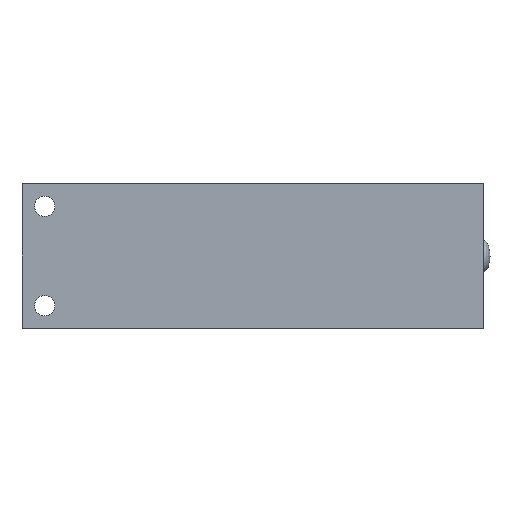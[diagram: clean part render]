
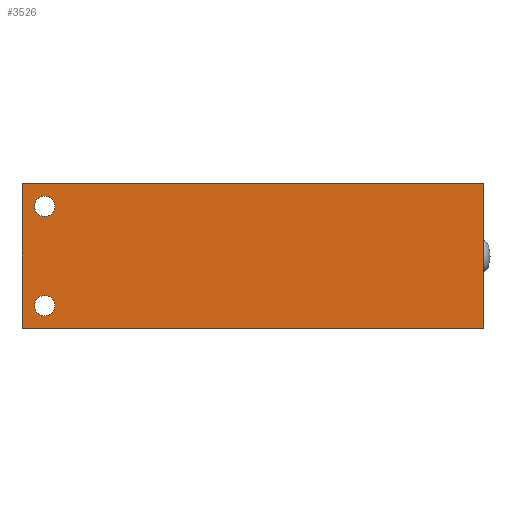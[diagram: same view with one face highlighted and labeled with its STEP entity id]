
A CAD part, front view. The second image highlights one B-rep face of the part: STEP entity #3526.
In plain terms, the highlighted planar face has unit normal (0, -1, 0).
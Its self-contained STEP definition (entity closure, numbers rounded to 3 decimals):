
#2821=CARTESIAN_POINT('',(7.25,0.,5.0));
#2822=VERTEX_POINT('',#2821);
#2823=CARTESIAN_POINT('',(5.,0.,5.0));
#2824=DIRECTION('',(0.0,1.0,0.0));
#2825=DIRECTION('',(-1.0,0.0,0.0));
#2826=AXIS2_PLACEMENT_3D('',#2823,#2824,#2825);
#2827=CIRCLE('',#2826,2.25);
#2828=EDGE_CURVE('',#2822,#2822,#2827,.T.);
#2849=CARTESIAN_POINT('',(7.25,0.,27.0));
#2850=VERTEX_POINT('',#2849);
#2851=CARTESIAN_POINT('',(5.,0.,27.0));
#2852=DIRECTION('',(0.0,1.0,0.0));
#2853=DIRECTION('',(-1.0,0.0,0.0));
#2854=AXIS2_PLACEMENT_3D('',#2851,#2852,#2853);
#2855=CIRCLE('',#2854,2.25);
#2856=EDGE_CURVE('',#2850,#2850,#2855,.T.);
#3464=CARTESIAN_POINT('',(102.,0.,32.0));
#3465=VERTEX_POINT('',#3464);
#3472=CARTESIAN_POINT('',(102.,0.,0.0));
#3473=VERTEX_POINT('',#3472);
#3474=CARTESIAN_POINT('',(102.,0.,0.0));
#3475=DIRECTION('',(0.0,0.0,1.0));
#3476=VECTOR('',#3475,32.0);
#3477=LINE('',#3474,#3476);
#3478=EDGE_CURVE('',#3473,#3465,#3477,.T.);
#3490=CARTESIAN_POINT('',(102.,0.,0.0));
#3491=DIRECTION('',(0.0,-1.0,0.0));
#3492=DIRECTION('',(0.0,0.0,-1.0));
#3493=AXIS2_PLACEMENT_3D('',#3490,#3491,#3492);
#3494=PLANE('',#3493);
#3495=CARTESIAN_POINT('',(0.0,0.0,32.0));
#3496=VERTEX_POINT('',#3495);
#3497=CARTESIAN_POINT('',(102.,0.,32.0));
#3498=DIRECTION('',(-1.0,0.0,0.0));
#3499=VECTOR('',#3498,102.);
#3500=LINE('',#3497,#3499);
#3501=EDGE_CURVE('',#3465,#3496,#3500,.T.);
#3502=ORIENTED_EDGE('',*,*,#3501,.T.);
#3503=CARTESIAN_POINT('',(0.0,0.0,0.0));
#3504=VERTEX_POINT('',#3503);
#3505=CARTESIAN_POINT('',(0.0,0.0,0.0));
#3506=DIRECTION('',(0.0,0.0,1.0));
#3507=VECTOR('',#3506,32.0);
#3508=LINE('',#3505,#3507);
#3509=EDGE_CURVE('',#3504,#3496,#3508,.T.);
#3510=ORIENTED_EDGE('',*,*,#3509,.F.);
#3511=CARTESIAN_POINT('',(102.,0.,0.0));
#3512=DIRECTION('',(-1.0,0.0,0.0));
#3513=VECTOR('',#3512,102.);
#3514=LINE('',#3511,#3513);
#3515=EDGE_CURVE('',#3473,#3504,#3514,.T.);
#3516=ORIENTED_EDGE('',*,*,#3515,.F.);
#3517=ORIENTED_EDGE('',*,*,#3478,.T.);
#3518=EDGE_LOOP('',(#3502,#3510,#3516,#3517));
#3519=FACE_OUTER_BOUND('',#3518,.T.);
#3520=ORIENTED_EDGE('',*,*,#2828,.T.);
#3521=EDGE_LOOP('',(#3520));
#3522=FACE_BOUND('',#3521,.T.);
#3523=ORIENTED_EDGE('',*,*,#2856,.T.);
#3524=EDGE_LOOP('',(#3523));
#3525=FACE_BOUND('',#3524,.T.);
#3526=ADVANCED_FACE('',(#3519,#3522,#3525),#3494,.T.);
